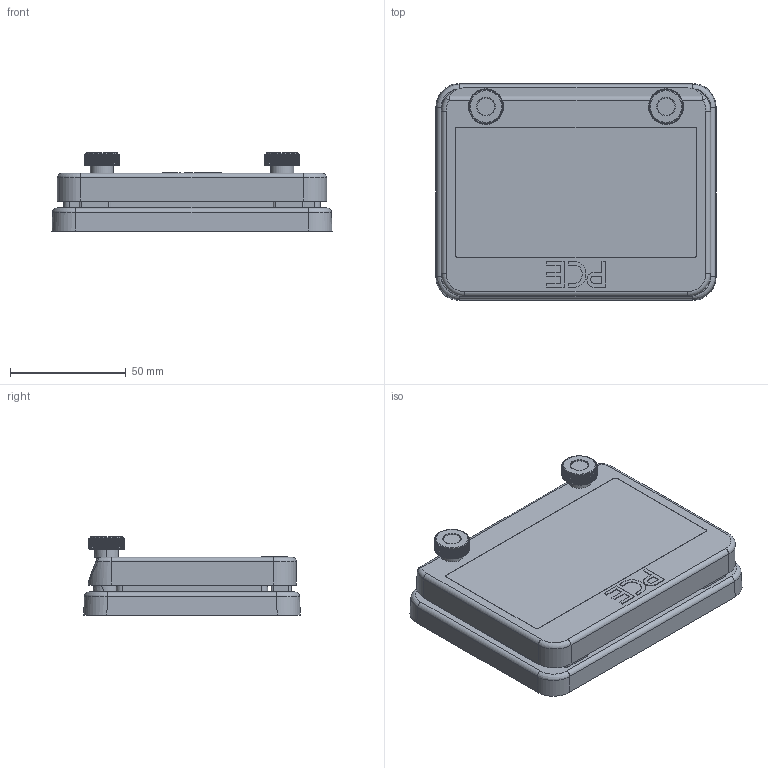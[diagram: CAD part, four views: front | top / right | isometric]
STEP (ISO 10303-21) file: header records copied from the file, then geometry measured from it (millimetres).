
FILE_DESCRIPTION (( 'STEP AP203' ), '1' );
FILE_NAME ('900606.STEP', '2024-02-21T10:25:02', ( '' ), ( '' ), 'SwSTEP 2.0', 'SolidWorks 2022', '' );
FILE_SCHEMA (( 'CONFIG_CONTROL_DESIGN' ));
Length unit declared in the file: millimetre
Products named in the file (1): 900606
Bounding box: 121.2 x 93.7 x 33.8 mm (x, y, z)
Volume: 113432.8 mm3; surface area: 47183.9 mm2
Topology: 1 solids, 4 shells, 1146 faces, 3317 edges, 2200 vertices
Faces by surface type: cylinder 425, plane 387, torus 304, cone 20, bspline 8, sphere 2
Full cylindrical faces by diameter (mm): 3.5 x6
Entity records: 41055 total; most frequent: CARTESIAN_POINT 12861, ORIENTED_EDGE 6602, DIRECTION 4921, EDGE_CURVE 3301, VERTEX_POINT 2196, AXIS2_PLACEMENT_3D 1747, LINE 1427, VECTOR 1427
